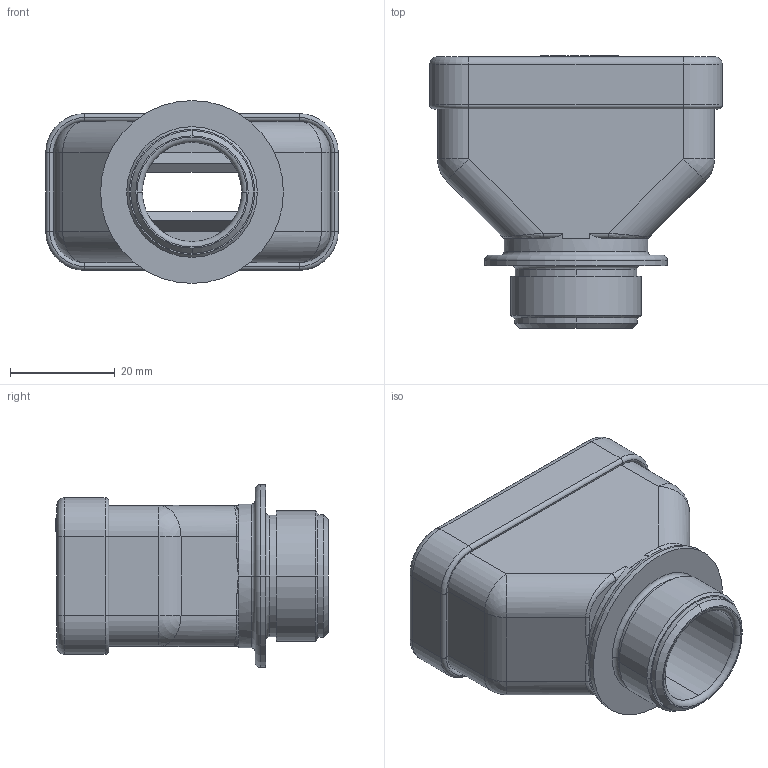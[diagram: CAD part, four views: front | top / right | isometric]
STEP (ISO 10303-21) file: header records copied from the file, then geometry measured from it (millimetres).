
FILE_DESCRIPTION((''),'2;1');
FILE_NAME('2013012_ASM','2015-05-13T',('AndreasKeweloh'),(''),'CREO PARAMETRIC BY PTC INC, 2014500','CREO PARAMETRIC BY PTC INC, 2014500','');
FILE_SCHEMA(('CONFIG_CONTROL_DESIGN'));
Length unit declared in the file: millimetre
Products named in the file (3): 093861_EV189-21-02-07; 093840_EV289-25-01_1; 2013012_ASM
Assembly tree (2 placements, depth 2):
  2013012_ASM
    093861_EV189-21-02-07
    093840_EV289-25-01_1
Bounding box: 56 x 52.2 x 35 mm (x, y, z)
Volume: 21266.6 mm3; surface area: 21079.9 mm2
Topology: 2 solids, 2 shells, 296 faces, 718 edges, 438 vertices
Faces by surface type: plane 127, cylinder 70, extrusion 51, torus 32, bspline 8, cone 4, sphere 4
Entity records: 11273 total; most frequent: CARTESIAN_POINT 4442, ORIENTED_EDGE 1420, DIRECTION 1309, EDGE_CURVE 710, VECTOR 461, VERTEX_POINT 438, AXIS2_PLACEMENT_3D 424, LINE 410
